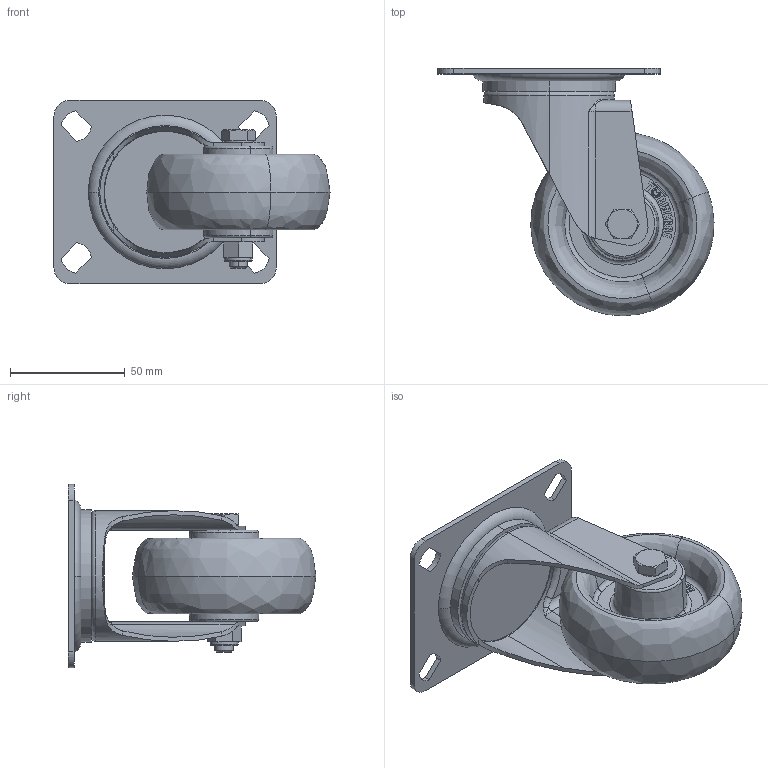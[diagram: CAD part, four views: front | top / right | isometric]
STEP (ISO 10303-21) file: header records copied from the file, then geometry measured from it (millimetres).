
FILE_DESCRIPTION (( 'STEP AP214' ), '1' );
FILE_NAME ('0023393.step', '2022-10-17T08:10:57', ( '' ), ( '' ), 'SwSTEP 2.0', 'SolidWorks 2020', '' );
FILE_SCHEMA (( 'AUTOMOTIVE_DESIGN' ));
Length unit declared in the file: millimetre
Products named in the file (1): 0023393
Bounding box: 120.5 x 108 x 80 mm (x, y, z)
Volume: 166609.8 mm3; surface area: 62244.5 mm2
Topology: 5 solids, 5 shells, 330 faces, 826 edges, 525 vertices
Faces by surface type: plane 165, bspline 57, cylinder 52, torus 42, cone 14
Entity records: 15783 total; most frequent: CARTESIAN_POINT 4505, ORIENTED_EDGE 1644, DIRECTION 1445, EDGE_CURVE 822, VERTEX_POINT 525, AXIS2_PLACEMENT_3D 497, VECTOR 451, LINE 451
